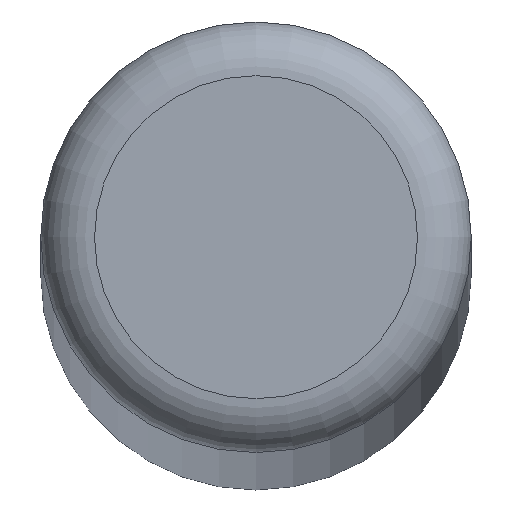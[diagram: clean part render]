
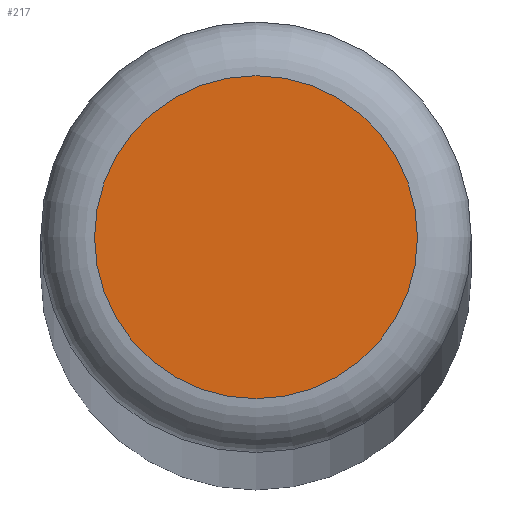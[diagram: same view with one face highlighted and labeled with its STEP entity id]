
A CAD part, top view. The second image highlights one B-rep face of the part: STEP entity #217.
In plain terms, the highlighted planar face has unit normal (0, 0, 1).
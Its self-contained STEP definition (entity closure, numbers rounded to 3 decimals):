
#66 = TOROIDAL_SURFACE('',#67,1.5,0.5);
#67 = AXIS2_PLACEMENT_3D('',#68,#69,#70);
#68 = CARTESIAN_POINT('',(20.5,0.,184.5));
#69 = DIRECTION('',(0.,0.,1.));
#70 = DIRECTION('',(1.,0.,0.));
#164 = VERTEX_POINT('',#165);
#165 = CARTESIAN_POINT('',(22.,0.,185.));
#187 = EDGE_CURVE('',#164,#164,#188,.T.);
#188 = SURFACE_CURVE('',#189,(#194,#201),.PCURVE_S1.);
#189 = CIRCLE('',#190,1.5);
#190 = AXIS2_PLACEMENT_3D('',#191,#192,#193);
#191 = CARTESIAN_POINT('',(20.5,0.,185.));
#192 = DIRECTION('',(0.,0.,1.));
#193 = DIRECTION('',(1.,0.,0.));
#194 = PCURVE('',#66,#195);
#195 = DEFINITIONAL_REPRESENTATION('',(#196),#200);
#196 = LINE('',#197,#198);
#197 = CARTESIAN_POINT('',(0.,1.571));
#198 = VECTOR('',#199,1.);
#199 = DIRECTION('',(1.,0.));
#200 = ( GEOMETRIC_REPRESENTATION_CONTEXT(2) 
PARAMETRIC_REPRESENTATION_CONTEXT() REPRESENTATION_CONTEXT('2D SPACE',''
  ) );
#201 = PCURVE('',#202,#207);
#202 = PLANE('',#203);
#203 = AXIS2_PLACEMENT_3D('',#204,#205,#206);
#204 = CARTESIAN_POINT('',(20.5,0.,185.));
#205 = DIRECTION('',(0.,0.,1.));
#206 = DIRECTION('',(1.,0.,0.));
#207 = DEFINITIONAL_REPRESENTATION('',(#208),#212);
#208 = CIRCLE('',#209,1.5);
#209 = AXIS2_PLACEMENT_2D('',#210,#211);
#210 = CARTESIAN_POINT('',(0.,0.));
#211 = DIRECTION('',(1.,0.));
#212 = ( GEOMETRIC_REPRESENTATION_CONTEXT(2) 
PARAMETRIC_REPRESENTATION_CONTEXT() REPRESENTATION_CONTEXT('2D SPACE',''
  ) );
#217 = ADVANCED_FACE('',(#218),#202,.T.);
#218 = FACE_BOUND('',#219,.T.);
#219 = EDGE_LOOP('',(#220));
#220 = ORIENTED_EDGE('',*,*,#187,.T.);
